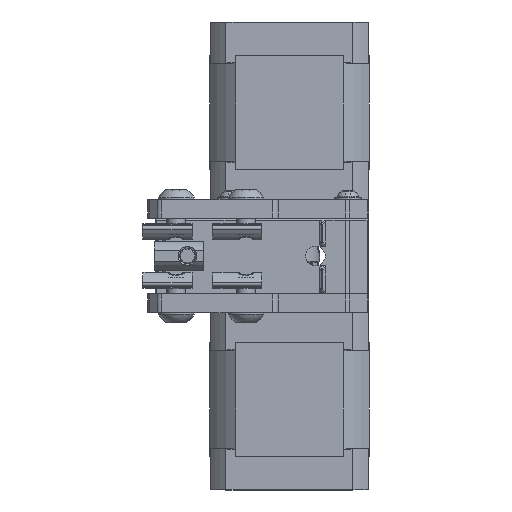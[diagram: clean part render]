
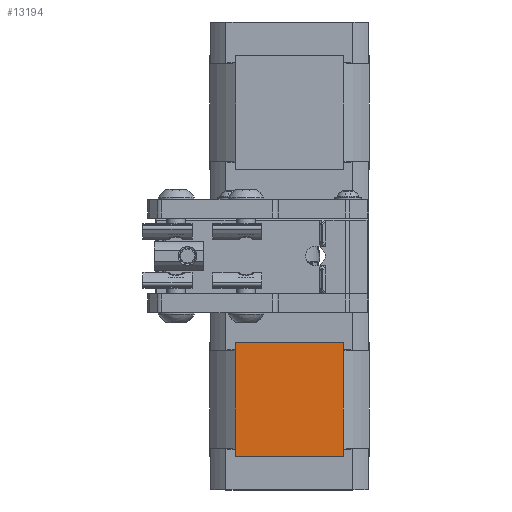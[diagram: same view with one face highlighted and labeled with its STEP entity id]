
A CAD part, left-side view. The second image highlights one B-rep face of the part: STEP entity #13194.
In plain terms, the highlighted planar face has unit normal (-1, 0, 0).
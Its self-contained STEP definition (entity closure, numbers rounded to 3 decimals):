
#1131=PLANE('',#14774);
#1730=FACE_OUTER_BOUND('',#2545,.T.);
#2545=EDGE_LOOP('',(#10849,#10850,#10851,#10852,#10853,#10854,#10855,#10856,
#10857,#10858,#10859,#10860));
#3261=LINE('',#23177,#4262);
#3264=LINE('',#23188,#4265);
#3266=LINE('',#23197,#4267);
#3268=LINE('',#23201,#4269);
#3270=LINE('',#23204,#4271);
#3469=LINE('',#23878,#4470);
#3471=LINE('',#23885,#4472);
#3472=LINE('',#23887,#4473);
#3473=LINE('',#23889,#4474);
#3474=LINE('',#23891,#4475);
#3475=LINE('',#23893,#4476);
#3476=LINE('',#23894,#4477);
#4262=VECTOR('',#17308,30.2);
#4265=VECTOR('',#17317,0.1);
#4267=VECTOR('',#17325,0.1);
#4269=VECTOR('',#17331,5.724);
#4271=VECTOR('',#17335,5.724);
#4470=VECTOR('',#17990,17.012);
#4472=VECTOR('',#17998,0.1);
#4473=VECTOR('',#17999,5.724);
#4474=VECTOR('',#18000,30.2);
#4475=VECTOR('',#18001,5.724);
#4476=VECTOR('',#18002,0.1);
#4477=VECTOR('',#18003,17.012);
#6155=VERTEX_POINT('',#23174);
#6156=VERTEX_POINT('',#23176);
#6160=VERTEX_POINT('',#23185);
#6161=VERTEX_POINT('',#23187);
#6164=VERTEX_POINT('',#23194);
#6165=VERTEX_POINT('',#23196);
#6382=VERTEX_POINT('',#23876);
#6384=VERTEX_POINT('',#23884);
#6385=VERTEX_POINT('',#23886);
#6386=VERTEX_POINT('',#23888);
#6387=VERTEX_POINT('',#23890);
#6388=VERTEX_POINT('',#23892);
#7622=EDGE_CURVE('',#6156,#6155,#3261,.T.);
#7627=EDGE_CURVE('',#6161,#6160,#3264,.T.);
#7631=EDGE_CURVE('',#6165,#6164,#3266,.T.);
#7634=EDGE_CURVE('',#6155,#6165,#3268,.T.);
#7636=EDGE_CURVE('',#6160,#6156,#3270,.T.);
#7957=EDGE_CURVE('',#6164,#6382,#3469,.T.);
#7960=EDGE_CURVE('',#6382,#6384,#3471,.T.);
#7961=EDGE_CURVE('',#6385,#6384,#3472,.T.);
#7962=EDGE_CURVE('',#6386,#6385,#3473,.T.);
#7963=EDGE_CURVE('',#6387,#6386,#3474,.T.);
#7964=EDGE_CURVE('',#6387,#6388,#3475,.T.);
#7965=EDGE_CURVE('',#6388,#6161,#3476,.T.);
#10849=ORIENTED_EDGE('',*,*,#7957,.T.);
#10850=ORIENTED_EDGE('',*,*,#7960,.T.);
#10851=ORIENTED_EDGE('',*,*,#7961,.F.);
#10852=ORIENTED_EDGE('',*,*,#7962,.F.);
#10853=ORIENTED_EDGE('',*,*,#7963,.F.);
#10854=ORIENTED_EDGE('',*,*,#7964,.T.);
#10855=ORIENTED_EDGE('',*,*,#7965,.T.);
#10856=ORIENTED_EDGE('',*,*,#7627,.T.);
#10857=ORIENTED_EDGE('',*,*,#7636,.T.);
#10858=ORIENTED_EDGE('',*,*,#7622,.T.);
#10859=ORIENTED_EDGE('',*,*,#7634,.T.);
#10860=ORIENTED_EDGE('',*,*,#7631,.T.);
#13194=ADVANCED_FACE('',(#1730),#1131,.T.);
#14774=AXIS2_PLACEMENT_3D('',#23883,#17996,#17997);
#17308=DIRECTION('',(0.,0.,-1.));
#17317=DIRECTION('',(0.,0.,-1.));
#17325=DIRECTION('',(0.,0.,-1.));
#17331=DIRECTION('',(0.,-1.,0.));
#17335=DIRECTION('',(0.,1.,0.));
#17990=DIRECTION('',(0.,-1.,0.));
#17996=DIRECTION('center_axis',(-1.,0.,0.));
#17997=DIRECTION('ref_axis',(0.,0.,1.));
#17998=DIRECTION('',(0.,0.,1.));
#17999=DIRECTION('',(0.,1.,0.));
#18000=DIRECTION('',(0.,0.,-1.));
#18001=DIRECTION('',(0.,-1.,0.));
#18002=DIRECTION('',(0.,0.,1.));
#18003=DIRECTION('',(0.,1.,0.));
#23174=CARTESIAN_POINT('',(-21.1,14.23,-19.54));
#23176=CARTESIAN_POINT('',(-21.1,14.23,10.66));
#23177=CARTESIAN_POINT('',(-21.1,14.23,10.66));
#23185=CARTESIAN_POINT('',(-21.1,8.506,10.66));
#23187=CARTESIAN_POINT('',(-21.1,8.506,10.76));
#23188=CARTESIAN_POINT('',(-21.1,8.506,10.76));
#23194=CARTESIAN_POINT('',(-21.1,8.506,-19.64));
#23196=CARTESIAN_POINT('',(-21.1,8.506,-19.54));
#23197=CARTESIAN_POINT('',(-21.1,8.506,-19.54));
#23201=CARTESIAN_POINT('',(-21.1,14.23,-19.54));
#23204=CARTESIAN_POINT('',(-21.1,8.506,10.66));
#23876=CARTESIAN_POINT('',(-21.1,-8.506,-19.64));
#23878=CARTESIAN_POINT('',(-21.1,8.506,-19.64));
#23883=CARTESIAN_POINT('Origin',(-21.1,-14.231,-19.641));
#23884=CARTESIAN_POINT('',(-21.1,-8.506,-19.54));
#23885=CARTESIAN_POINT('',(-21.1,-8.506,-19.64));
#23886=CARTESIAN_POINT('',(-21.1,-14.23,-19.54));
#23887=CARTESIAN_POINT('',(-21.1,-14.23,-19.54));
#23888=CARTESIAN_POINT('',(-21.1,-14.23,10.66));
#23889=CARTESIAN_POINT('',(-21.1,-14.23,10.66));
#23890=CARTESIAN_POINT('',(-21.1,-8.506,10.66));
#23891=CARTESIAN_POINT('',(-21.1,-8.506,10.66));
#23892=CARTESIAN_POINT('',(-21.1,-8.506,10.76));
#23893=CARTESIAN_POINT('',(-21.1,-8.506,10.66));
#23894=CARTESIAN_POINT('',(-21.1,-8.506,10.76));
